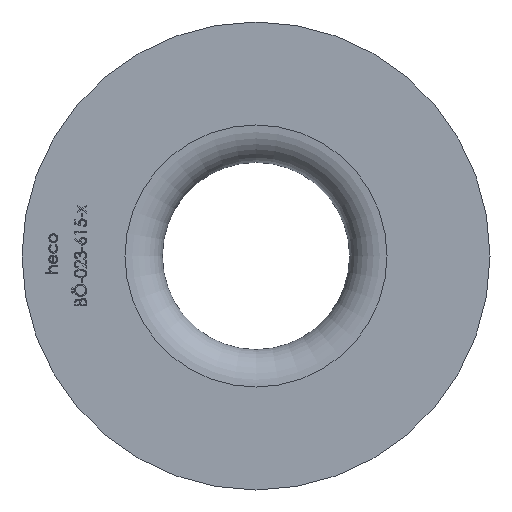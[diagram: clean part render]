
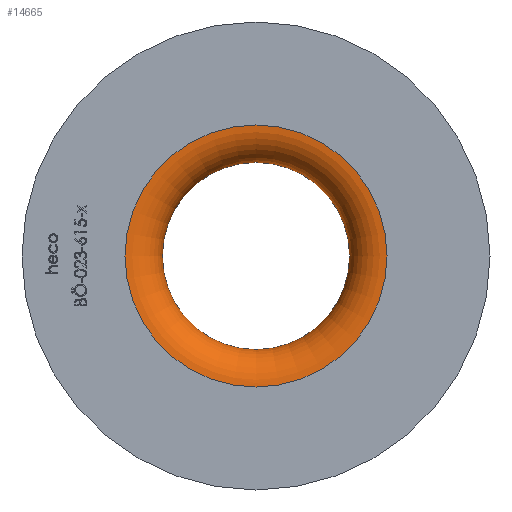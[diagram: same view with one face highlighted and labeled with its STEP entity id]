
A CAD part, left-side view. The second image highlights one B-rep face of the part: STEP entity #14665.
In plain terms, the highlighted toroidal (fillet/blend) face has major radius 14 mm and minor radius 4 mm.
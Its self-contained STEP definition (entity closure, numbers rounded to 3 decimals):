
#194 = CARTESIAN_POINT ( 'NONE',  ( 4., 0., 0. ) ) ;
#502 = VERTEX_POINT ( 'NONE', #7647 ) ;
#630 = EDGE_CURVE ( 'NONE', #3988, #3988, #12274, .T. ) ;
#874 = DIRECTION ( 'NONE',  ( 0., 0., -1. ) ) ;
#1580 = EDGE_LOOP ( 'NONE', ( #7190 ) ) ;
#2125 = FACE_OUTER_BOUND ( 'NONE', #2490, .T. ) ;
#2161 = DIRECTION ( 'NONE',  ( 1., 0., 0. ) ) ;
#2259 = CARTESIAN_POINT ( 'NONE',  ( 4., 0., 0. ) ) ;
#2490 = EDGE_LOOP ( 'NONE', ( #5991 ) ) ;
#3374 = DIRECTION ( 'NONE',  ( 0., 0., -1. ) ) ;
#3988 = VERTEX_POINT ( 'NONE', #14269 ) ;
#4120 = AXIS2_PLACEMENT_3D ( 'NONE', #194, #4735, #3374 ) ;
#4735 = DIRECTION ( 'NONE',  ( -1., 0., 0. ) ) ;
#5991 = ORIENTED_EDGE ( 'NONE', *, *, #10106, .F. ) ;
#7190 = ORIENTED_EDGE ( 'NONE', *, *, #630, .F. ) ;
#7452 = TOROIDAL_SURFACE ( 'NONE', #9689, 14., 4. ) ;
#7647 = CARTESIAN_POINT ( 'NONE',  ( 4., 0., -10. ) ) ;
#9284 = DIRECTION ( 'NONE',  ( 0., 0., -1. ) ) ;
#9689 = AXIS2_PLACEMENT_3D ( 'NONE', #2259, #13762, #9284 ) ;
#10106 = EDGE_CURVE ( 'NONE', #502, #502, #10678, .T. ) ;
#10678 = CIRCLE ( 'NONE', #4120, 10. ) ;
#11281 = CARTESIAN_POINT ( 'NONE',  ( 0., 0., 0. ) ) ;
#11540 = AXIS2_PLACEMENT_3D ( 'NONE', #11281, #2161, #874 ) ;
#12274 = CIRCLE ( 'NONE', #11540, 14. ) ;
#12675 = FACE_OUTER_BOUND ( 'NONE', #1580, .T. ) ;
#13762 = DIRECTION ( 'NONE',  ( 1., 0., 0. ) ) ;
#14269 = CARTESIAN_POINT ( 'NONE',  ( 0., 0., -14. ) ) ;
#14665 = ADVANCED_FACE ( 'NONE', ( #12675, #2125 ), #7452, .T. ) ;
